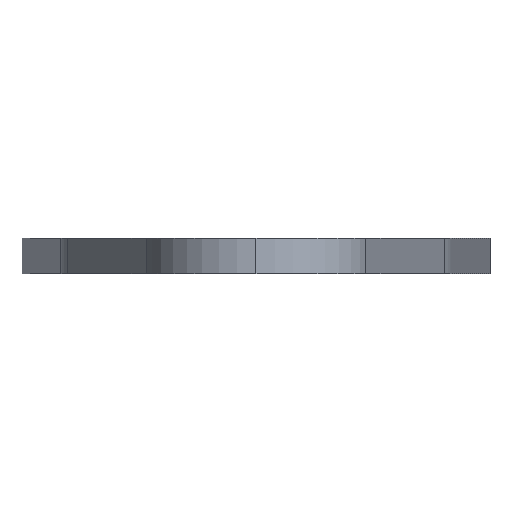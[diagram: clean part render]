
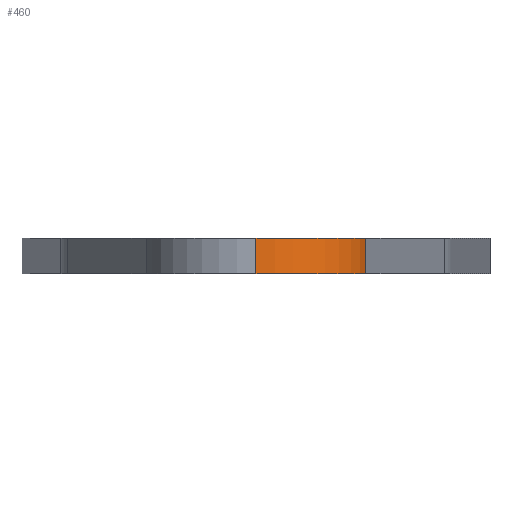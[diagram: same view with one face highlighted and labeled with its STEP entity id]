
A CAD part, left-side view. The second image highlights one B-rep face of the part: STEP entity #460.
In plain terms, the highlighted cylindrical face has radius 16 mm (diameter 32 mm), a partial arc.
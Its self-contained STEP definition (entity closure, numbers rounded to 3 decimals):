
#19 = CIRCLE ( 'NONE', #736, 16. ) ;
#70 = CARTESIAN_POINT ( 'NONE',  ( -117.875, 0., 0. ) ) ;
#82 = ORIENTED_EDGE ( 'NONE', *, *, #903, .T. ) ;
#84 = DIRECTION ( 'NONE',  ( 0., 0., -1. ) ) ;
#94 = DIRECTION ( 'NONE',  ( 0., 0., -1. ) ) ;
#118 = CARTESIAN_POINT ( 'NONE',  ( -105.964, -15.469, 0. ) ) ;
#135 = VECTOR ( 'NONE', #94, 1000. ) ;
#160 = CYLINDRICAL_SURFACE ( 'NONE', #648, 16. ) ;
#169 = DIRECTION ( 'NONE',  ( 0., 0., -1. ) ) ;
#172 = DIRECTION ( 'NONE',  ( 0., 0., 1. ) ) ;
#181 = CARTESIAN_POINT ( 'NONE',  ( -117.875, 0., 5. ) ) ;
#258 = VERTEX_POINT ( 'NONE', #118 ) ;
#288 = VERTEX_POINT ( 'NONE', #425 ) ;
#370 = LINE ( 'NONE', #181, #135 ) ;
#425 = CARTESIAN_POINT ( 'NONE',  ( -105.964, -15.469, 5. ) ) ;
#441 = EDGE_CURVE ( 'NONE', #518, #258, #607, .T. ) ;
#460 = ADVANCED_FACE ( 'NONE', ( #582 ), #160, .T. ) ;
#518 = VERTEX_POINT ( 'NONE', #70 ) ;
#551 = VERTEX_POINT ( 'NONE', #661 ) ;
#582 = FACE_OUTER_BOUND ( 'NONE', #1135, .T. ) ;
#607 = CIRCLE ( 'NONE', #933, 16. ) ;
#628 = CARTESIAN_POINT ( 'NONE',  ( -101.875, 0., 0. ) ) ;
#648 = AXIS2_PLACEMENT_3D ( 'NONE', #1138, #84, #1224 ) ;
#661 = CARTESIAN_POINT ( 'NONE',  ( -117.875, 0., 5. ) ) ;
#677 = LINE ( 'NONE', #1059, #893 ) ;
#736 = AXIS2_PLACEMENT_3D ( 'NONE', #1042, #172, #1048 ) ;
#762 = DIRECTION ( 'NONE',  ( 1., 0., 0. ) ) ;
#890 = EDGE_CURVE ( 'NONE', #551, #288, #19, .T. ) ;
#892 = ORIENTED_EDGE ( 'NONE', *, *, #441, .T. ) ;
#893 = VECTOR ( 'NONE', #169, 1000. ) ;
#903 = EDGE_CURVE ( 'NONE', #551, #518, #370, .T. ) ;
#933 = AXIS2_PLACEMENT_3D ( 'NONE', #628, #1013, #762 ) ;
#1013 = DIRECTION ( 'NONE',  ( 0., 0., 1. ) ) ;
#1042 = CARTESIAN_POINT ( 'NONE',  ( -101.875, 0., 5. ) ) ;
#1048 = DIRECTION ( 'NONE',  ( 1., 0., 0. ) ) ;
#1059 = CARTESIAN_POINT ( 'NONE',  ( -105.964, -15.469, 5. ) ) ;
#1123 = EDGE_CURVE ( 'NONE', #288, #258, #677, .T. ) ;
#1135 = EDGE_LOOP ( 'NONE', ( #1199, #82, #892, #1222 ) ) ;
#1138 = CARTESIAN_POINT ( 'NONE',  ( -101.875, 0., 5. ) ) ;
#1199 = ORIENTED_EDGE ( 'NONE', *, *, #890, .F. ) ;
#1222 = ORIENTED_EDGE ( 'NONE', *, *, #1123, .F. ) ;
#1224 = DIRECTION ( 'NONE',  ( -1., 0., 0. ) ) ;
